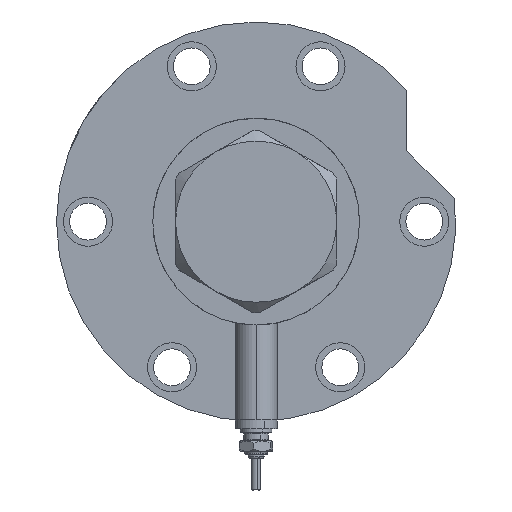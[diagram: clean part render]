
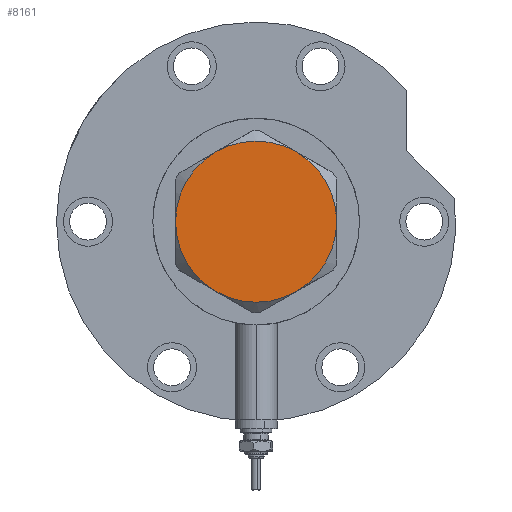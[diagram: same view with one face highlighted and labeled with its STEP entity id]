
A CAD part, left-side view. The second image highlights one B-rep face of the part: STEP entity #8161.
In plain terms, the highlighted face is planar.
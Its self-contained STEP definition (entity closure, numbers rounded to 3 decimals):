
#120 = EDGE_CURVE ( 'NONE', #5135, #2787, #4469, .T. ) ;
#265 = EDGE_CURVE ( 'NONE', #1685, #3157, #1090, .T. ) ;
#589 = ORIENTED_EDGE ( 'NONE', *, *, #1030, .T. ) ;
#644 = DIRECTION ( 'NONE',  ( 1., 0., 0. ) ) ;
#732 = DIRECTION ( 'NONE',  ( 0., 0., 1. ) ) ;
#741 = CIRCLE ( 'NONE', #2230, 23. ) ;
#759 = ORIENTED_EDGE ( 'NONE', *, *, #8160, .T. ) ;
#976 = DIRECTION ( 'NONE',  ( 0., 0., 1. ) ) ;
#1030 = EDGE_CURVE ( 'NONE', #1122, #1685, #6335, .T. ) ;
#1090 = CIRCLE ( 'NONE', #4065, 23. ) ;
#1122 = VERTEX_POINT ( 'NONE', #5505 ) ;
#1272 = EDGE_CURVE ( 'NONE', #6294, #1122, #1501, .T. ) ;
#1420 = AXIS2_PLACEMENT_3D ( 'NONE', #1823, #1868, #3860 ) ;
#1501 = CIRCLE ( 'NONE', #4866, 23. ) ;
#1535 = CARTESIAN_POINT ( 'NONE',  ( 23., 0., 13. ) ) ;
#1685 = VERTEX_POINT ( 'NONE', #1535 ) ;
#1734 = DIRECTION ( 'NONE',  ( 1., 0., 0. ) ) ;
#1823 = CARTESIAN_POINT ( 'NONE',  ( 0., 0., 13. ) ) ;
#1868 = DIRECTION ( 'NONE',  ( 0., 0., 1. ) ) ;
#2165 = DIRECTION ( 'NONE',  ( 1., 0., 0. ) ) ;
#2230 = AXIS2_PLACEMENT_3D ( 'NONE', #3932, #6451, #644 ) ;
#2487 = DIRECTION ( 'NONE',  ( 0., 0., 1. ) ) ;
#2541 = ORIENTED_EDGE ( 'NONE', *, *, #1272, .T. ) ;
#2787 = VERTEX_POINT ( 'NONE', #3471 ) ;
#2861 = ORIENTED_EDGE ( 'NONE', *, *, #4474, .T. ) ;
#3157 = VERTEX_POINT ( 'NONE', #3198 ) ;
#3198 = CARTESIAN_POINT ( 'NONE',  ( 11.5, 19.919, 13. ) ) ;
#3235 = ORIENTED_EDGE ( 'NONE', *, *, #265, .T. ) ;
#3265 = PLANE ( 'NONE',  #1420 ) ;
#3329 = DIRECTION ( 'NONE',  ( 1., 0., 0. ) ) ;
#3471 = CARTESIAN_POINT ( 'NONE',  ( -23., 0., 13. ) ) ;
#3539 = AXIS2_PLACEMENT_3D ( 'NONE', #8255, #2487, #5060 ) ;
#3860 = DIRECTION ( 'NONE',  ( 1., 0., 0. ) ) ;
#3932 = CARTESIAN_POINT ( 'NONE',  ( 0., 0., 13. ) ) ;
#3944 = CARTESIAN_POINT ( 'NONE',  ( 0., 0., 13. ) ) ;
#4065 = AXIS2_PLACEMENT_3D ( 'NONE', #6834, #976, #1734 ) ;
#4418 = EDGE_LOOP ( 'NONE', ( #589, #3235, #2861, #5469, #759, #2541 ) ) ;
#4469 = CIRCLE ( 'NONE', #6344, 23. ) ;
#4474 = EDGE_CURVE ( 'NONE', #3157, #5135, #7836, .T. ) ;
#4483 = FACE_OUTER_BOUND ( 'NONE', #4418, .T. ) ;
#4866 = AXIS2_PLACEMENT_3D ( 'NONE', #6979, #7925, #2165 ) ;
#5060 = DIRECTION ( 'NONE',  ( 1., 0., 0. ) ) ;
#5125 = DIRECTION ( 'NONE',  ( 1., 0., 0. ) ) ;
#5135 = VERTEX_POINT ( 'NONE', #7763 ) ;
#5469 = ORIENTED_EDGE ( 'NONE', *, *, #120, .T. ) ;
#5505 = CARTESIAN_POINT ( 'NONE',  ( 11.5, -19.919, 13. ) ) ;
#6053 = CARTESIAN_POINT ( 'NONE',  ( 0., 0., 13. ) ) ;
#6255 = CARTESIAN_POINT ( 'NONE',  ( -11.5, -19.919, 13. ) ) ;
#6294 = VERTEX_POINT ( 'NONE', #6255 ) ;
#6335 = CIRCLE ( 'NONE', #3539, 23. ) ;
#6344 = AXIS2_PLACEMENT_3D ( 'NONE', #3944, #732, #3329 ) ;
#6451 = DIRECTION ( 'NONE',  ( 0., 0., 1. ) ) ;
#6834 = CARTESIAN_POINT ( 'NONE',  ( 0., 0., 13. ) ) ;
#6979 = CARTESIAN_POINT ( 'NONE',  ( 0., 0., 13. ) ) ;
#6983 = DIRECTION ( 'NONE',  ( 0., 0., 1. ) ) ;
#7763 = CARTESIAN_POINT ( 'NONE',  ( -11.5, 19.919, 13. ) ) ;
#7836 = CIRCLE ( 'NONE', #8244, 23. ) ;
#7925 = DIRECTION ( 'NONE',  ( 0., 0., 1. ) ) ;
#8160 = EDGE_CURVE ( 'NONE', #2787, #6294, #741, .T. ) ;
#8161 = ADVANCED_FACE ( 'NONE', ( #4483 ), #3265, .T. ) ;
#8244 = AXIS2_PLACEMENT_3D ( 'NONE', #6053, #6983, #5125 ) ;
#8255 = CARTESIAN_POINT ( 'NONE',  ( 0., 0., 13. ) ) ;
